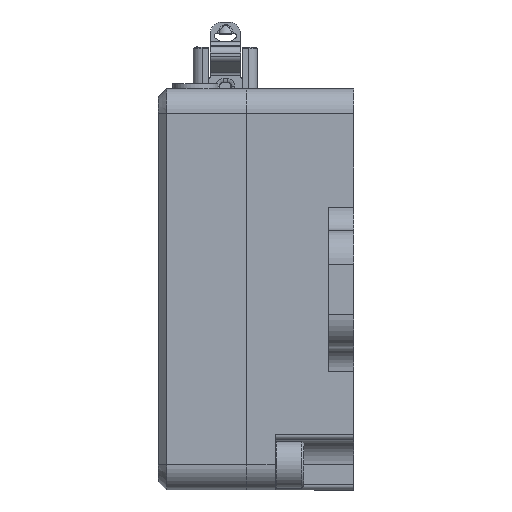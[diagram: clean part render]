
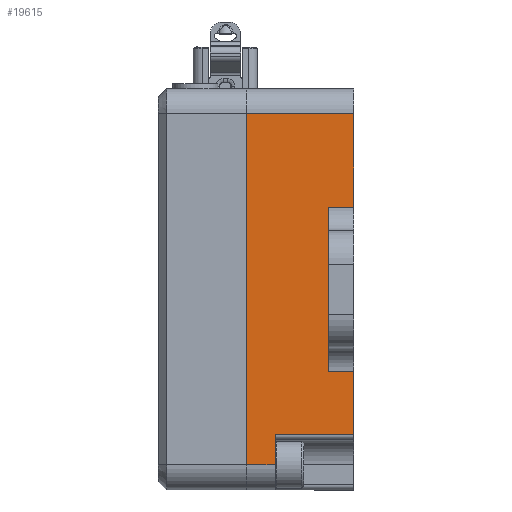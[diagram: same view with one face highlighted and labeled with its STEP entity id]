
A CAD part, left-side view. The second image highlights one B-rep face of the part: STEP entity #19615.
In plain terms, the highlighted planar face has unit normal (-1, 0, 0).
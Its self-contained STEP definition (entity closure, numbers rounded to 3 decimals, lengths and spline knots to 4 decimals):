
#1678=PLANE('',#21164);
#2701=FACE_OUTER_BOUND('',#3880,.T.);
#3880=EDGE_LOOP('',(#17415,#17416,#17417,#17418,#17419,#17420,#17421,#17422,
#17423,#17424));
#5489=LINE('',#42955,#7100);
#5493=LINE('',#42971,#7104);
#5497=LINE('',#42985,#7108);
#5498=LINE('',#42987,#7109);
#5499=LINE('',#42989,#7110);
#5500=LINE('',#42991,#7111);
#5501=LINE('',#42993,#7112);
#5502=LINE('',#42994,#7113);
#5503=LINE('',#42996,#7114);
#5504=LINE('',#42997,#7115);
#7100=VECTOR('',#25285,0.0394);
#7104=VECTOR('',#25297,0.0394);
#7108=VECTOR('',#25311,0.0394);
#7109=VECTOR('',#25312,0.0394);
#7110=VECTOR('',#25313,0.0394);
#7111=VECTOR('',#25314,0.0394);
#7112=VECTOR('',#25315,0.0394);
#7113=VECTOR('',#25316,0.0394);
#7114=VECTOR('',#25317,0.0394);
#7115=VECTOR('',#25318,0.0394);
#9472=VERTEX_POINT('',#42952);
#9473=VERTEX_POINT('',#42954);
#9480=VERTEX_POINT('',#42968);
#9481=VERTEX_POINT('',#42970);
#9486=VERTEX_POINT('',#42984);
#9487=VERTEX_POINT('',#42986);
#9488=VERTEX_POINT('',#42988);
#9489=VERTEX_POINT('',#42990);
#9490=VERTEX_POINT('',#42992);
#9491=VERTEX_POINT('',#42995);
#12167=EDGE_CURVE('',#9472,#9473,#5489,.T.);
#12175=EDGE_CURVE('',#9480,#9481,#5493,.T.);
#12182=EDGE_CURVE('',#9486,#9473,#5497,.T.);
#12183=EDGE_CURVE('',#9472,#9487,#5498,.T.);
#12184=EDGE_CURVE('',#9487,#9488,#5499,.T.);
#12185=EDGE_CURVE('',#9488,#9489,#5500,.T.);
#12186=EDGE_CURVE('',#9489,#9490,#5501,.T.);
#12187=EDGE_CURVE('',#9490,#9481,#5502,.T.);
#12188=EDGE_CURVE('',#9480,#9491,#5503,.T.);
#12189=EDGE_CURVE('',#9491,#9486,#5504,.T.);
#17415=ORIENTED_EDGE('',*,*,#12182,.T.);
#17416=ORIENTED_EDGE('',*,*,#12167,.F.);
#17417=ORIENTED_EDGE('',*,*,#12183,.T.);
#17418=ORIENTED_EDGE('',*,*,#12184,.T.);
#17419=ORIENTED_EDGE('',*,*,#12185,.T.);
#17420=ORIENTED_EDGE('',*,*,#12186,.T.);
#17421=ORIENTED_EDGE('',*,*,#12187,.T.);
#17422=ORIENTED_EDGE('',*,*,#12175,.F.);
#17423=ORIENTED_EDGE('',*,*,#12188,.T.);
#17424=ORIENTED_EDGE('',*,*,#12189,.T.);
#19615=ADVANCED_FACE('',(#2701),#1678,.T.);
#21164=AXIS2_PLACEMENT_3D('',#42983,#25309,#25310);
#25285=DIRECTION('',(0.,0.,-1.));
#25297=DIRECTION('',(0.,0.,-1.));
#25309=DIRECTION('center_axis',(-1.,0.,0.));
#25310=DIRECTION('ref_axis',(0.,0.,1.));
#25311=DIRECTION('',(0.,-1.,0.));
#25312=DIRECTION('',(0.,1.,0.));
#25313=DIRECTION('',(0.,0.,-1.));
#25314=DIRECTION('',(0.,-1.,0.));
#25315=DIRECTION('',(0.,0.,1.));
#25316=DIRECTION('',(0.,-1.,0.));
#25317=DIRECTION('',(0.,1.,0.));
#25318=DIRECTION('',(0.,0.,1.));
#42952=CARTESIAN_POINT('',(-0.5,-0.36,-0.075));
#42954=CARTESIAN_POINT('',(-0.5,-0.36,-0.355));
#42955=CARTESIAN_POINT('',(-0.5,-0.36,0.));
#42968=CARTESIAN_POINT('',(-0.5,-0.36,-0.845));
#42970=CARTESIAN_POINT('',(-0.5,-0.36,-1.035));
#42971=CARTESIAN_POINT('',(-0.5,-0.36,0.));
#42983=CARTESIAN_POINT('Origin',(-0.5,-0.36,0.));
#42984=CARTESIAN_POINT('',(-0.5,-0.285,-0.355));
#42985=CARTESIAN_POINT('',(-0.5,-0.36,-0.355));
#42986=CARTESIAN_POINT('',(-0.5,-0.04,-0.075));
#42987=CARTESIAN_POINT('',(-0.5,-0.36,-0.075));
#42988=CARTESIAN_POINT('',(-0.5,-0.04,-1.125));
#42989=CARTESIAN_POINT('',(-0.5,-0.04,0.));
#42990=CARTESIAN_POINT('',(-0.5,-0.125,-1.125));
#42991=CARTESIAN_POINT('',(-0.5,-0.36,-1.125));
#42992=CARTESIAN_POINT('',(-0.5,-0.125,-1.035));
#42993=CARTESIAN_POINT('',(-0.5,-0.125,0.));
#42994=CARTESIAN_POINT('',(-0.5,-0.36,-1.035));
#42995=CARTESIAN_POINT('',(-0.5,-0.285,-0.845));
#42996=CARTESIAN_POINT('',(-0.5,-0.36,-0.845));
#42997=CARTESIAN_POINT('',(-0.5,-0.285,0.));
